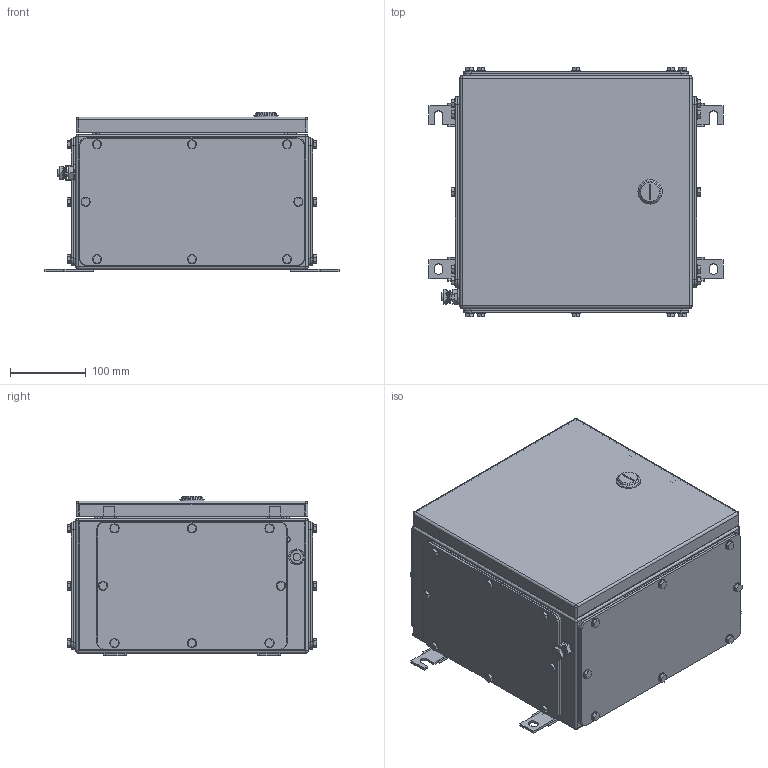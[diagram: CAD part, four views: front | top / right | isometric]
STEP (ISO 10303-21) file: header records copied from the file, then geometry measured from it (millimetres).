
FILE_DESCRIPTION(('CATIA V5 STEP Exchange','CAx-IF Rec.Pracs.--- Model Styling and Organization---1.4--- 2014-01-23'),'2;1');
FILE_NAME ('008783-7_3_1200100000_1200100000.stp','2019-09-23T06:37:26+00:00',('none'),('Weidmueller'),'CATIA Version 5-6 Release 2016 SP3 HF44','CATIA V5 STEP AP214','none');
FILE_SCHEMA(('AUTOMOTIVE_DESIGN { 1 0 10303 214 1 1 1 1 }'));
Products named in the file (1): 1200100000
Bounding box: 387 x 328 x 209.8 mm (x, y, z)
Volume: 1348865.5 mm3; surface area: 1296448.5 mm2
Topology: 108 solids, 109 shells, 2183 faces, 5010 edges, 3148 vertices
Faces by surface type: cylinder 1014, plane 899, cone 220, sphere 24, torus 22, bspline 4
Entity records: 59371 total; most frequent: CARTESIAN_POINT 13113, ORIENTED_EDGE 9824, DIRECTION 7731, EDGE_CURVE 4912, AXIS2_PLACEMENT_3D 3450, VERTEX_POINT 3148, VECTOR 2671, LINE 2671
